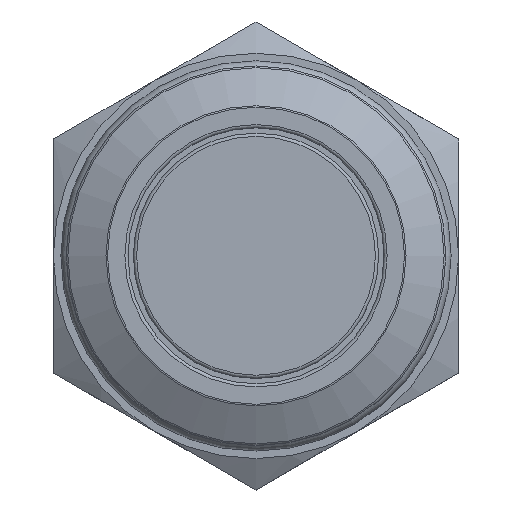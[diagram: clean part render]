
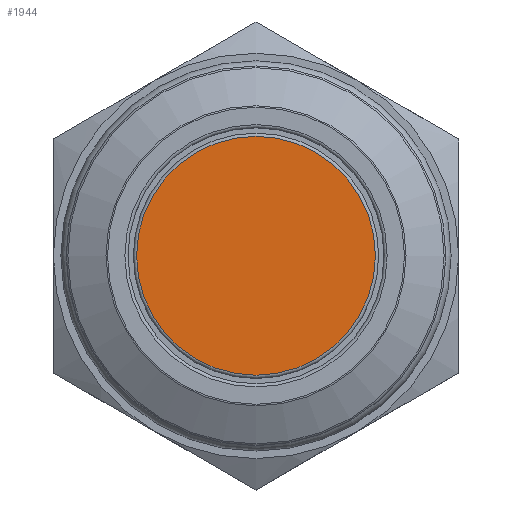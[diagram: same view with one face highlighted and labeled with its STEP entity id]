
A CAD part, top view. The second image highlights one B-rep face of the part: STEP entity #1944.
In plain terms, the highlighted planar face has unit normal (0, 0, 1).
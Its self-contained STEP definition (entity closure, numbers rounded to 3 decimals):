
#200=PLANE('',#2149);
#316=FACE_OUTER_BOUND('',#436,.T.);
#436=EDGE_LOOP('',(#1544));
#801=CIRCLE('',#2122,5.6);
#925=VERTEX_POINT('',#4143);
#1143=EDGE_CURVE('',#925,#925,#801,.T.);
#1544=ORIENTED_EDGE('',*,*,#1143,.T.);
#1944=ADVANCED_FACE('',(#316),#200,.T.);
#2122=AXIS2_PLACEMENT_3D('',#4144,#2438,#2439);
#2149=AXIS2_PLACEMENT_3D('',#4323,#2501,#2502);
#2438=DIRECTION('center_axis',(0.,0.,1.));
#2439=DIRECTION('ref_axis',(1.,0.,0.));
#2501=DIRECTION('center_axis',(0.,0.,1.));
#2502=DIRECTION('ref_axis',(1.,0.,0.));
#4143=CARTESIAN_POINT('',(-5.6,0.,1.5));
#4144=CARTESIAN_POINT('Origin',(0.,0.,1.5));
#4323=CARTESIAN_POINT('Origin',(0.,0.,1.5));
